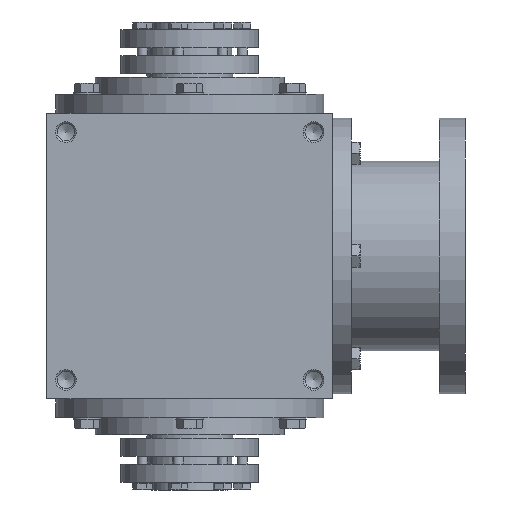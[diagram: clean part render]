
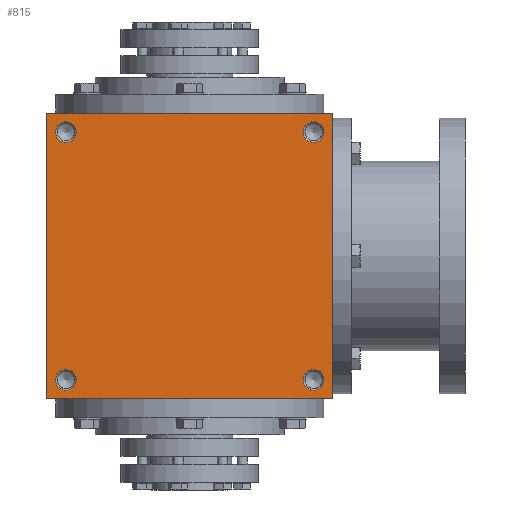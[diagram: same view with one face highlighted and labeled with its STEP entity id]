
A CAD part, front view. The second image highlights one B-rep face of the part: STEP entity #815.
In plain terms, the highlighted planar face has unit normal (0, -1, 0).
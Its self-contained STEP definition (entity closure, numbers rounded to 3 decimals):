
#815 = ADVANCED_FACE( '', ( #1720, #1721, #1722, #1723, #1724 ), #1725, .F. );
#1720 = FACE_BOUND( '', #2830, .T. );
#1721 = FACE_BOUND( '', #2831, .T. );
#1722 = FACE_BOUND( '', #2832, .T. );
#1723 = FACE_BOUND( '', #2833, .T. );
#1724 = FACE_OUTER_BOUND( '', #2834, .T. );
#1725 = PLANE( '', #2835 );
#2830 = EDGE_LOOP( '', ( #4408 ) );
#2831 = EDGE_LOOP( '', ( #4409 ) );
#2832 = EDGE_LOOP( '', ( #4410 ) );
#2833 = EDGE_LOOP( '', ( #4411 ) );
#2834 = EDGE_LOOP( '', ( #4412, #4413, #4414, #4415 ) );
#2835 = AXIS2_PLACEMENT_3D( '', #4416, #4417, #4418 );
#4408 = ORIENTED_EDGE( '', *, *, #6215, .T. );
#4409 = ORIENTED_EDGE( '', *, *, #6216, .T. );
#4410 = ORIENTED_EDGE( '', *, *, #6128, .F. );
#4411 = ORIENTED_EDGE( '', *, *, #6156, .F. );
#4412 = ORIENTED_EDGE( '', *, *, #6217, .T. );
#4413 = ORIENTED_EDGE( '', *, *, #5927, .F. );
#4414 = ORIENTED_EDGE( '', *, *, #6218, .F. );
#4415 = ORIENTED_EDGE( '', *, *, #6219, .T. );
#4416 = CARTESIAN_POINT( '', ( -83., -83., 83. ) );
#4417 = DIRECTION( '', ( 0., 1., 0. ) );
#4418 = DIRECTION( '', ( 0., 0., 1. ) );
#5927 = EDGE_CURVE( '', #6913, #6908, #6915, .T. );
#6128 = EDGE_CURVE( '', #7217, #7217, #7218, .T. );
#6156 = EDGE_CURVE( '', #7258, #7258, #7259, .T. );
#6215 = EDGE_CURVE( '', #7345, #7345, #7346, .T. );
#6216 = EDGE_CURVE( '', #7347, #7347, #7348, .T. );
#6217 = EDGE_CURVE( '', #7349, #6908, #7350, .T. );
#6218 = EDGE_CURVE( '', #7351, #6913, #7352, .T. );
#6219 = EDGE_CURVE( '', #7351, #7349, #7353, .T. );
#6908 = VERTEX_POINT( '', #8326 );
#6913 = VERTEX_POINT( '', #8333 );
#6915 = LINE( '', #8336, #8337 );
#7217 = VERTEX_POINT( '', #8833 );
#7218 = CIRCLE( '', #8834, 6. );
#7258 = VERTEX_POINT( '', #8884 );
#7259 = CIRCLE( '', #8885, 6. );
#7345 = VERTEX_POINT( '', #9040 );
#7346 = CIRCLE( '', #9041, 6. );
#7347 = VERTEX_POINT( '', #9042 );
#7348 = CIRCLE( '', #9043, 6. );
#7349 = VERTEX_POINT( '', #9044 );
#7350 = LINE( '', #9045, #9046 );
#7351 = VERTEX_POINT( '', #9047 );
#7352 = LINE( '', #9048, #9049 );
#7353 = LINE( '', #9050, #9051 );
#8326 = CARTESIAN_POINT( '', ( 83., -83., -83. ) );
#8333 = CARTESIAN_POINT( '', ( 83., -83., 83. ) );
#8336 = CARTESIAN_POINT( '', ( 83., -83., 83. ) );
#8337 = VECTOR( '', #10012, 1000. );
#8833 = CARTESIAN_POINT( '', ( 72., -83., -78. ) );
#8834 = AXIS2_PLACEMENT_3D( '', #10273, #10274, #10275 );
#8884 = CARTESIAN_POINT( '', ( 72., -83., 66. ) );
#8885 = AXIS2_PLACEMENT_3D( '', #10315, #10316, #10317 );
#9040 = CARTESIAN_POINT( '', ( -72., -83., -66. ) );
#9041 = AXIS2_PLACEMENT_3D( '', #10372, #10373, #10374 );
#9042 = CARTESIAN_POINT( '', ( -72., -83., 78. ) );
#9043 = AXIS2_PLACEMENT_3D( '', #10375, #10376, #10377 );
#9044 = CARTESIAN_POINT( '', ( -83., -83., -83. ) );
#9045 = CARTESIAN_POINT( '', ( -83., -83., -83. ) );
#9046 = VECTOR( '', #10378, 1000. );
#9047 = CARTESIAN_POINT( '', ( -83., -83., 83. ) );
#9048 = CARTESIAN_POINT( '', ( -83., -83., 83. ) );
#9049 = VECTOR( '', #10379, 1000. );
#9050 = CARTESIAN_POINT( '', ( -83., -83., 83. ) );
#9051 = VECTOR( '', #10380, 1000. );
#10012 = DIRECTION( '', ( 0., 0., -1. ) );
#10273 = CARTESIAN_POINT( '', ( 72., -83., -72. ) );
#10274 = DIRECTION( '', ( 0., -1., 0. ) );
#10275 = DIRECTION( '', ( 0., 0., -1. ) );
#10315 = CARTESIAN_POINT( '', ( 72., -83., 72. ) );
#10316 = DIRECTION( '', ( 0., -1., 0. ) );
#10317 = DIRECTION( '', ( 0., 0., -1. ) );
#10372 = CARTESIAN_POINT( '', ( -72., -83., -72. ) );
#10373 = DIRECTION( '', ( 0., 1., 0. ) );
#10374 = DIRECTION( '', ( 0., 0., 1. ) );
#10375 = CARTESIAN_POINT( '', ( -72., -83., 72. ) );
#10376 = DIRECTION( '', ( 0., 1., 0. ) );
#10377 = DIRECTION( '', ( 0., 0., 1. ) );
#10378 = DIRECTION( '', ( 1., 0., 0. ) );
#10379 = DIRECTION( '', ( 1., 0., 0. ) );
#10380 = DIRECTION( '', ( 0., 0., -1. ) );
